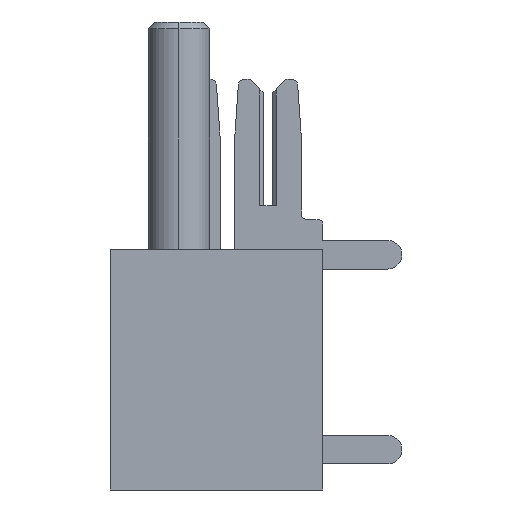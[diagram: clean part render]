
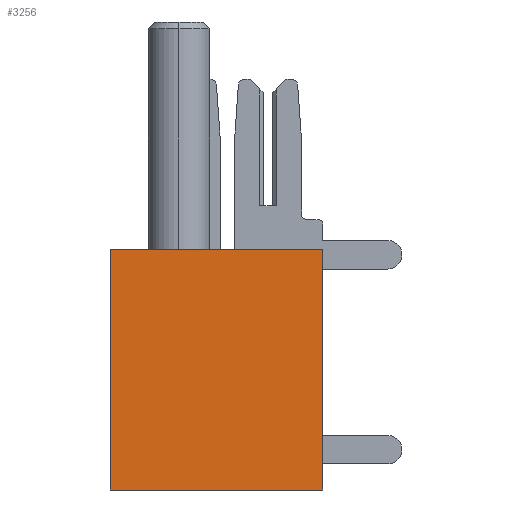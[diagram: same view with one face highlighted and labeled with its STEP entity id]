
A CAD part, left-side view. The second image highlights one B-rep face of the part: STEP entity #3256.
In plain terms, the highlighted planar face has unit normal (-1, 0, 0).
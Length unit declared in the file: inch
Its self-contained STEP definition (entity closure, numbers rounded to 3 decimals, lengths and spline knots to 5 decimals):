
#106 = AXIS2_PLACEMENT_3D ( 'NONE', #3423, #1664, #2569 ) ;
#631 = PLANE ( 'NONE',  #106 ) ;
#936 = LINE ( 'NONE', #6533, #3624 ) ;
#1469 = VERTEX_POINT ( 'NONE', #11429 ) ;
#1664 = DIRECTION ( 'NONE',  ( -1., 0., 0. ) ) ;
#1911 = DIRECTION ( 'NONE',  ( 0., -1., 0. ) ) ;
#2374 = LINE ( 'NONE', #11544, #10641 ) ;
#2391 = VERTEX_POINT ( 'NONE', #2402 ) ;
#2402 = CARTESIAN_POINT ( 'NONE',  ( 0., 0.327, 0. ) ) ;
#2569 = DIRECTION ( 'NONE',  ( 0., 0., 1. ) ) ;
#2594 = EDGE_CURVE ( 'NONE', #3843, #11021, #936, .T. ) ;
#2632 = DIRECTION ( 'NONE',  ( 0., 0., 1. ) ) ;
#3256 = ADVANCED_FACE ( 'NONE', ( #10148 ), #631, .T. ) ;
#3324 = ORIENTED_EDGE ( 'NONE', *, *, #8032, .F. ) ;
#3423 = CARTESIAN_POINT ( 'NONE',  ( 0., 0., -0.37 ) ) ;
#3575 = CARTESIAN_POINT ( 'NONE',  ( 0., 0., -0.37 ) ) ;
#3624 = VECTOR ( 'NONE', #7402, 39.37008 ) ;
#3664 = LINE ( 'NONE', #4565, #11034 ) ;
#3843 = VERTEX_POINT ( 'NONE', #11233 ) ;
#4561 = EDGE_CURVE ( 'NONE', #11021, #1469, #3664, .T. ) ;
#4565 = CARTESIAN_POINT ( 'NONE',  ( 0., 0., -0.37 ) ) ;
#6165 = ORIENTED_EDGE ( 'NONE', *, *, #9327, .F. ) ;
#6533 = CARTESIAN_POINT ( 'NONE',  ( 0., 0., -0.37 ) ) ;
#7402 = DIRECTION ( 'NONE',  ( 0., -1., 0. ) ) ;
#7632 = DIRECTION ( 'NONE',  ( 0., 0., 1. ) ) ;
#8032 = EDGE_CURVE ( 'NONE', #2391, #1469, #9613, .T. ) ;
#8720 = VECTOR ( 'NONE', #1911, 39.37008 ) ;
#9327 = EDGE_CURVE ( 'NONE', #3843, #2391, #2374, .T. ) ;
#9613 = LINE ( 'NONE', #11574, #8720 ) ;
#10148 = FACE_OUTER_BOUND ( 'NONE', #11759, .T. ) ;
#10355 = ORIENTED_EDGE ( 'NONE', *, *, #2594, .T. ) ;
#10570 = ORIENTED_EDGE ( 'NONE', *, *, #4561, .T. ) ;
#10641 = VECTOR ( 'NONE', #7632, 39.37008 ) ;
#11021 = VERTEX_POINT ( 'NONE', #3575 ) ;
#11034 = VECTOR ( 'NONE', #2632, 39.37008 ) ;
#11233 = CARTESIAN_POINT ( 'NONE',  ( 0., 0.327, -0.37 ) ) ;
#11429 = CARTESIAN_POINT ( 'NONE',  ( 0., 0., 0. ) ) ;
#11544 = CARTESIAN_POINT ( 'NONE',  ( 0., 0.327, -0.37 ) ) ;
#11574 = CARTESIAN_POINT ( 'NONE',  ( 0., 0., 0. ) ) ;
#11759 = EDGE_LOOP ( 'NONE', ( #3324, #6165, #10355, #10570 ) ) ;
